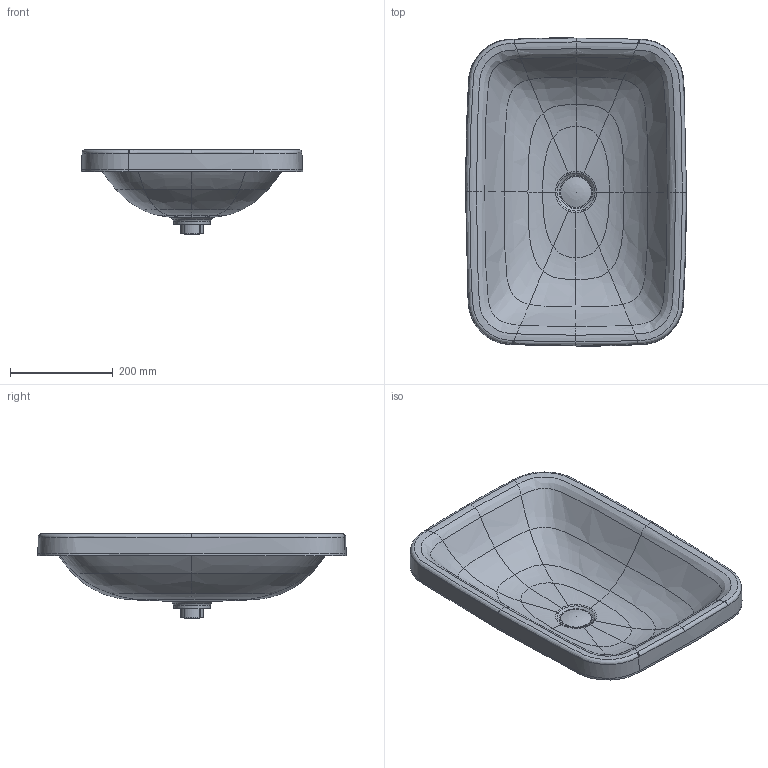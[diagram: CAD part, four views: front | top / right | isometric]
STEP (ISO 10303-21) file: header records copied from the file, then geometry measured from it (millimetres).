
FILE_DESCRIPTION((''),'2;1');
FILE_NAME('037260.stp','2013-10-09T21:56:50',('Administrator'),(''),'Autodesk Inventor 2011','Autodesk Inventor 2011','');
FILE_SCHEMA(('CONFIG_CONTROL_DESIGN'));
Length unit declared in the file: millimetre
Products named in the file (4): 037260; Kelch; Stopfen
Assembly tree (3 placements, depth 2):
  037260
    037260
    Kelch
    Stopfen
Bounding box: 429.98 x 599.98 x 164.91 mm (x, y, z)
Volume: 4846016.2 mm3; surface area: 710149 mm2
Topology: 3 solids, 3 shells, 181 faces, 405 edges, 229 vertices
Faces by surface type: bspline 137, plane 23, cylinder 11, cone 5, torus 5
Full cylindrical faces by diameter (mm): 42 x1, 44 x1, 60 x1
Entity records: 69441 total; most frequent: CARTESIAN_POINT 66146, ORIENTED_EDGE 786, EDGE_CURVE 393, DIRECTION 306, B_SPLINE_CURVE_WITH_KNOTS 268, VERTEX_POINT 227, EDGE_LOOP 194, FACE_OUTER_BOUND 181
